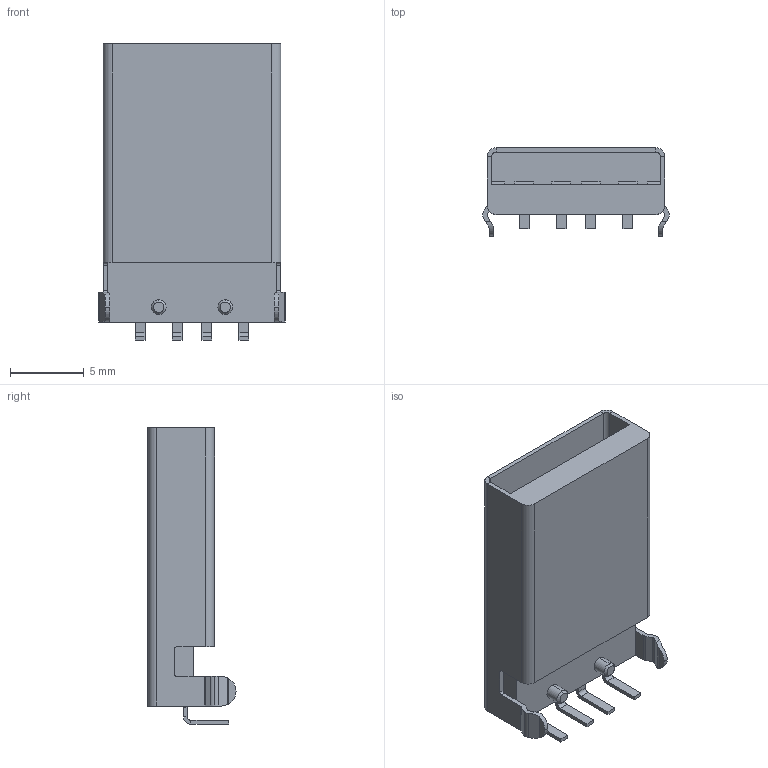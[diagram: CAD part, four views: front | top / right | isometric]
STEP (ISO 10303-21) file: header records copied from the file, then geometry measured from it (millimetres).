
FILE_DESCRIPTION (( 'STEP AP214' ), '1' );
FILE_NAME ('Âèëêà.STEP', '2019-02-11T11:12:41', ( '' ), ( '' ), 'SwSTEP 2.0', 'SolidWorks 2015', '' );
FILE_SCHEMA (( 'AUTOMOTIVE_DESIGN' ));
Length unit declared in the file: millimetre
Products named in the file (1): Âèëêà
Bounding box: 12.6 x 5.95 x 20.02 mm (x, y, z)
Volume: 733.5 mm3; surface area: 992.2 mm2
Topology: 1 solids, 1 shells, 225 faces, 576 edges, 366 vertices
Faces by surface type: plane 158, cylinder 63, cone 4
Entity records: 7309 total; most frequent: CARTESIAN_POINT 1227, ORIENTED_EDGE 1152, DIRECTION 1134, EDGE_CURVE 576, LINE 438, VECTOR 438, VERTEX_POINT 366, AXIS2_PLACEMENT_3D 348
